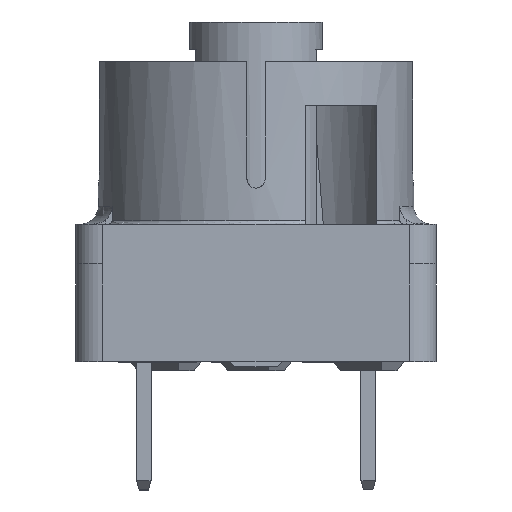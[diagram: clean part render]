
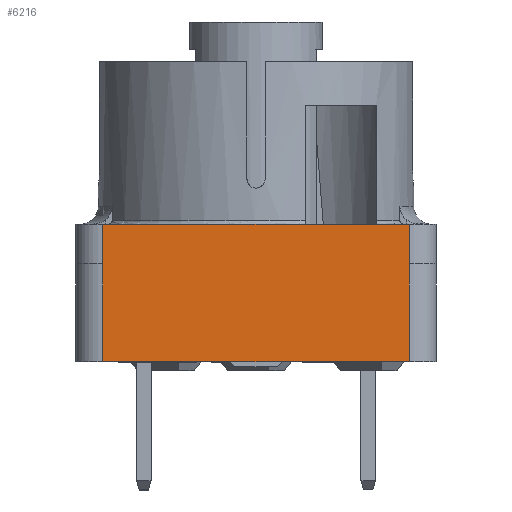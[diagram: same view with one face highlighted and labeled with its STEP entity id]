
A CAD part, left-side view. The second image highlights one B-rep face of the part: STEP entity #6216.
In plain terms, the highlighted planar face has unit normal (-1, 0, 0).
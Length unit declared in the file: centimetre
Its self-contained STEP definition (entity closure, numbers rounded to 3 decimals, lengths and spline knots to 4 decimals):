
#658=FACE_OUTER_BOUND($,#1019,.T.);
#1019=EDGE_LOOP($,(#5633,#5634,#5635,#5636,#5637,#5638,#5639));
#1071=LINE($,#8234,#1755);
#1324=LINE($,#9024,#2008);
#1329=LINE($,#9044,#2013);
#1386=LINE($,#9435,#2070);
#1391=LINE($,#9452,#2075);
#1703=LINE($,#10721,#2387);
#1704=LINE($,#10723,#2388);
#1755=VECTOR($,#6713,1.7);
#2008=VECTOR($,#7180,0.85);
#2013=VECTOR($,#7197,0.85);
#2070=VECTOR($,#7382,0.22);
#2075=VECTOR($,#7399,0.22);
#2387=VECTOR($,#8109,0.542);
#2388=VECTOR($,#8112,0.542);
#2435=VERTEX_POINT($,#8231);
#2436=VERTEX_POINT($,#8233);
#2705=VERTEX_POINT($,#9021);
#2706=VERTEX_POINT($,#9023);
#2715=VERTEX_POINT($,#9043);
#2793=VERTEX_POINT($,#9432);
#2798=VERTEX_POINT($,#9449);
#3036=EDGE_CURVE($,#2436,#2435,#1071,.T.);
#3366=EDGE_CURVE($,#2705,#2706,#1324,.T.);
#3377=EDGE_CURVE($,#2706,#2715,#1329,.T.);
#3489=EDGE_CURVE($,#2715,#2793,#1386,.T.);
#3497=EDGE_CURVE($,#2705,#2798,#1391,.T.);
#3870=EDGE_CURVE($,#2435,#2793,#1703,.T.);
#3871=EDGE_CURVE($,#2436,#2798,#1704,.T.);
#5633=ORIENTED_EDGE($,*,*,#3870,.T.);
#5634=ORIENTED_EDGE($,*,*,#3489,.F.);
#5635=ORIENTED_EDGE($,*,*,#3377,.F.);
#5636=ORIENTED_EDGE($,*,*,#3366,.F.);
#5637=ORIENTED_EDGE($,*,*,#3497,.T.);
#5638=ORIENTED_EDGE($,*,*,#3871,.F.);
#5639=ORIENTED_EDGE($,*,*,#3036,.T.);
#5894=PLANE($,#6623);
#6216=ADVANCED_FACE($,(#658),#5894,.T.);
#6623=AXIS2_PLACEMENT_3D($,#10722,#8110,#8111);
#6713=DIRECTION($,(0.,-1.,0.));
#7180=DIRECTION($,(0.,-1.,0.));
#7197=DIRECTION($,(0.,-1.,0.));
#7382=DIRECTION($,(0.,0.,-1.));
#7399=DIRECTION($,(0.,0.,-1.));
#8109=DIRECTION($,(0.,0.,1.));
#8110=DIRECTION('center_axis',(-1.,0.,0.));
#8111=DIRECTION('ref_axis',(0.,0.,
-1.));
#8112=DIRECTION($,(0.,0.,1.));
#8231=CARTESIAN_POINT('',(-1.0521,2.6022,-2.7267));
#8233=CARTESIAN_POINT('',(-1.0521,4.3022,-2.7267));
#8234=CARTESIAN_POINT($,(-1.0521,3.2887,-2.7267));
#9021=CARTESIAN_POINT('',(-1.0521,4.3022,-1.9647));
#9023=CARTESIAN_POINT('',(-1.0521,3.4522,-1.9647));
#9024=CARTESIAN_POINT($,(-1.0521,3.2834,-1.9647));
#9043=CARTESIAN_POINT('',(-1.0521,2.6022,-1.9647));
#9044=CARTESIAN_POINT($,(-1.0521,3.2834,-1.9647));
#9432=CARTESIAN_POINT('',(-1.0521,2.6022,-2.1847));
#9435=CARTESIAN_POINT($,(-1.0521,2.6022,-1.9647));
#9449=CARTESIAN_POINT('',(-1.0521,4.3022,-2.1847));
#9452=CARTESIAN_POINT($,(-1.0521,4.3022,-1.9647));
#10721=CARTESIAN_POINT($,(-1.0521,2.6022,-2.7267));
#10722=CARTESIAN_POINT('Origin',(-1.0521,2.6022,-2.7267));
#10723=CARTESIAN_POINT($,(-1.0521,4.3022,-2.7267));
